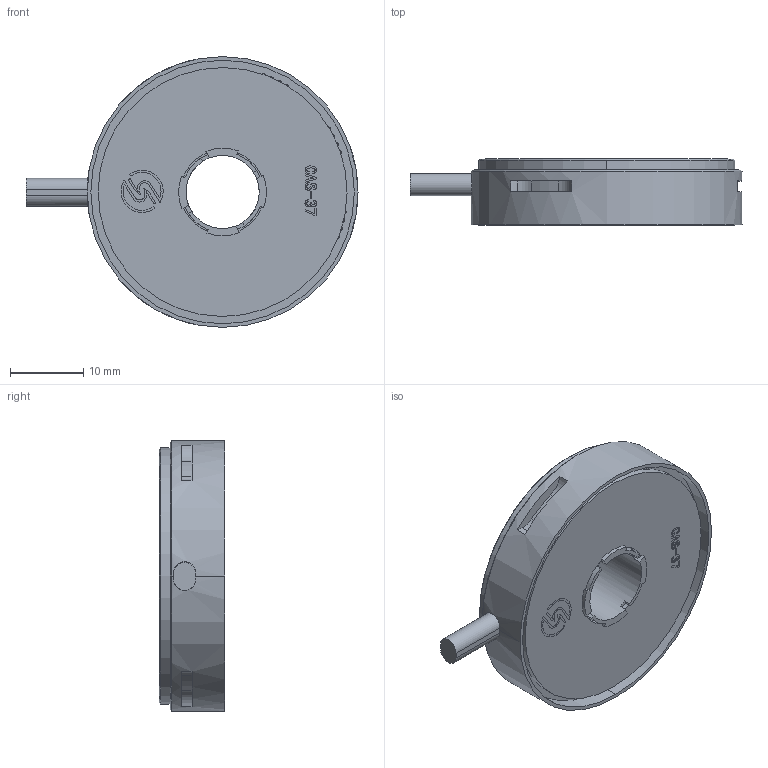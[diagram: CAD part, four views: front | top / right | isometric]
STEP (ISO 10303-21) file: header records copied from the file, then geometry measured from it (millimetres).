
FILE_DESCRIPTION (( 'STEP AP214' ), '1' );
FILE_NAME ('CAS37 20231020.STEP', '2023-10-20T02:04:37', ( '' ), ( '' ), 'SwSTEP 2.0', 'SolidWorks 2018', '' );
FILE_SCHEMA (( 'AUTOMOTIVE_DESIGN' ));
Length unit declared in the file: millimetre
Products named in the file (1): CAS37 20231020
Bounding box: 45.36 x 9 x 37 mm (x, y, z)
Volume: 7550.8 mm3; surface area: 6133.7 mm2
Topology: 3 solids, 3 shells, 1540 faces, 4331 edges, 2886 vertices
Faces by surface type: plane 894, cylinder 616, bspline 26, cone 4
Entity records: 68917 total; most frequent: CARTESIAN_POINT 11037, ORIENTED_EDGE 8662, DIRECTION 8571, EDGE_CURVE 4331, VECTOR 3007, LINE 3007, VERTEX_POINT 2886, AXIS2_PLACEMENT_3D 2782
